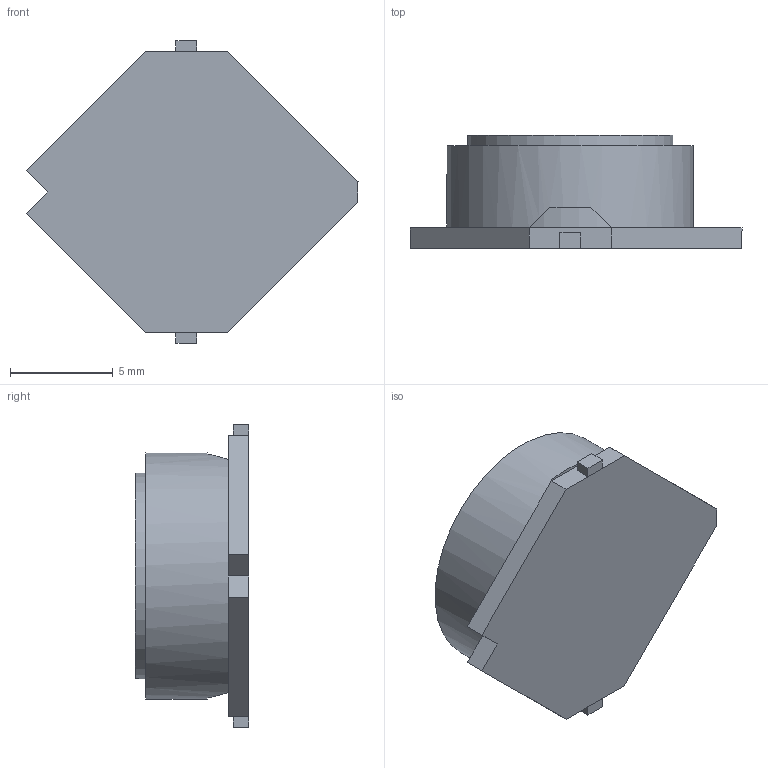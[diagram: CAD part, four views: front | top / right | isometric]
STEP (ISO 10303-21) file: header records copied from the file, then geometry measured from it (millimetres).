
FILE_DESCRIPTION(/* description */ (''),/* implementation_level */ '2;1');
FILE_NAME(/* name */ 'LSRNJ12555GL330MMY.step',/* time_stamp */ '2022-01-12T22:26:43-05:00',/* author */ (''),/* organization */ (''),/* preprocessor_version */ 'ST-DEVELOPER v18.1',/* originating_system */ 'Autodesk Translation Framework v10.10.0.1391',/* authorisation */ '');
FILE_SCHEMA (('AUTOMOTIVE_DESIGN { 1 0 10303 214 3 1 1 }'));
Length unit declared in the file: millimetre
Products named in the file (1): LSRNJ12555GL330MMY
Bounding box: 16.12 x 5.5 x 14.68 mm (x, y, z)
Volume: 569.1 mm3; surface area: 771.5 mm2
Topology: 3 solids, 3 shells, 34 faces, 84 edges, 56 vertices
Faces by surface type: plane 31, cylinder 3
Full cylindrical faces by diameter (mm): 10 x1, 11 x1, 12 x1
Entity records: 1063 total; most frequent: DIRECTION 176, CARTESIAN_POINT 175, ORIENTED_EDGE 168, EDGE_CURVE 84, LINE 62, VECTOR 62, AXIS2_PLACEMENT_3D 57, VERTEX_POINT 56
